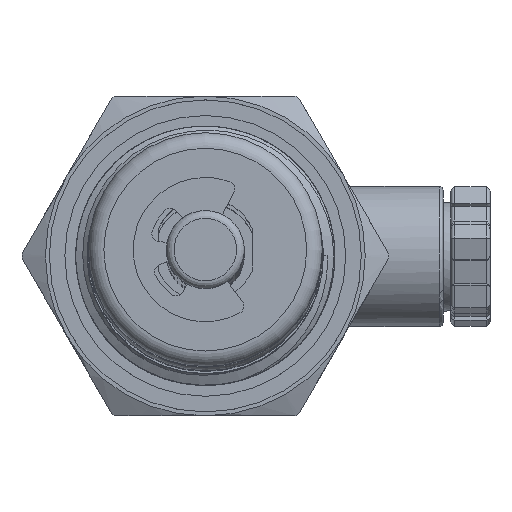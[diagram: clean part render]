
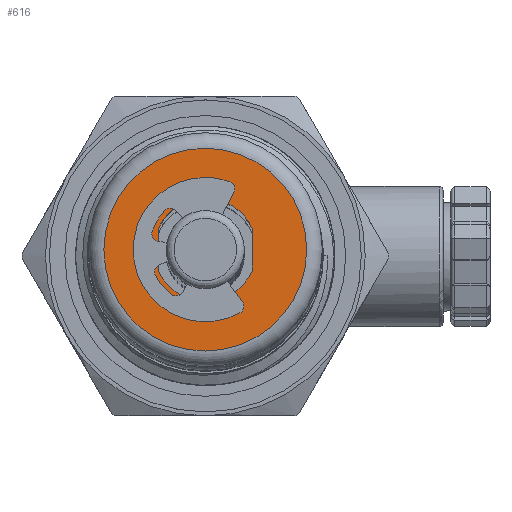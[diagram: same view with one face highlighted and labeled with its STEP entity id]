
A CAD part, top view. The second image highlights one B-rep face of the part: STEP entity #616.
In plain terms, the highlighted planar face has unit normal (0, 0, 1).
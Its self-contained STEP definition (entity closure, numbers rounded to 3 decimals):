
#281=PLANE('',#5323);
#443=FACE_BOUND('',#1390,.T.);
#444=FACE_BOUND('',#1391,.T.);
#616=ADVANCED_FACE('',(#443,#444),#281,.F.);
#1390=EDGE_LOOP('',(#2339));
#1391=EDGE_LOOP('',(#2340,#2341,#2342,#2343,#2344,#2345,#2346,#2347));
#1746=CIRCLE('',#5306,6.6);
#1754=CIRCLE('',#5318,13.);
#1755=CIRCLE('',#5320,6.6);
#1756=CIRCLE('',#5321,6.6);
#1757=CIRCLE('',#5322,6.6);
#2339=ORIENTED_EDGE('',*,*,#3938,.T.);
#2340=ORIENTED_EDGE('',*,*,#3939,.T.);
#2341=ORIENTED_EDGE('',*,*,#3940,.F.);
#2342=ORIENTED_EDGE('',*,*,#3941,.T.);
#2343=ORIENTED_EDGE('',*,*,#3942,.F.);
#2344=ORIENTED_EDGE('',*,*,#3925,.T.);
#2345=ORIENTED_EDGE('',*,*,#3943,.T.);
#2346=ORIENTED_EDGE('',*,*,#3944,.T.);
#2347=ORIENTED_EDGE('',*,*,#3945,.T.);
#3410=VERTEX_POINT('',#8702);
#3411=VERTEX_POINT('',#8704);
#3422=VERTEX_POINT('',#8732);
#3423=VERTEX_POINT('',#8735);
#3424=VERTEX_POINT('',#8736);
#3425=VERTEX_POINT('',#8738);
#3426=VERTEX_POINT('',#8740);
#3427=VERTEX_POINT('',#8743);
#3428=VERTEX_POINT('',#8745);
#3925=EDGE_CURVE('',#3411,#3410,#1746,.T.);
#3938=EDGE_CURVE('',#3422,#3422,#1754,.T.);
#3939=EDGE_CURVE('',#3423,#3424,#1755,.T.);
#3940=EDGE_CURVE('',#3425,#3424,#4470,.T.);
#3941=EDGE_CURVE('',#3425,#3426,#1756,.T.);
#3942=EDGE_CURVE('',#3411,#3426,#4471,.T.);
#3943=EDGE_CURVE('',#3410,#3427,#4472,.T.);
#3944=EDGE_CURVE('',#3427,#3428,#1757,.T.);
#3945=EDGE_CURVE('',#3428,#3423,#4473,.T.);
#4470=LINE('',#8737,#4816);
#4471=LINE('',#8741,#4817);
#4472=LINE('',#8742,#4818);
#4473=LINE('',#8746,#4819);
#4816=VECTOR('',#6257,1.);
#4817=VECTOR('',#6260,1.);
#4818=VECTOR('',#6261,1.);
#4819=VECTOR('',#6264,1.);
#5306=AXIS2_PLACEMENT_3D('',#8703,#6222,#6223);
#5318=AXIS2_PLACEMENT_3D('',#8731,#6251,#6252);
#5320=AXIS2_PLACEMENT_3D('',#8734,#6255,#6256);
#5321=AXIS2_PLACEMENT_3D('',#8739,#6258,#6259);
#5322=AXIS2_PLACEMENT_3D('',#8744,#6262,#6263);
#5323=AXIS2_PLACEMENT_3D('',#8747,#6265,#6266);
#6222=DIRECTION('',(0.,0.,-1.));
#6223=DIRECTION('',(0.417,0.909,0.));
#6251=DIRECTION('',(0.,0.,1.));
#6252=DIRECTION('',(0.,1.,0.));
#6255=DIRECTION('',(0.,0.,-1.));
#6256=DIRECTION('',(-0.417,-0.909,0.));
#6257=DIRECTION('',(0.,-1.,0.));
#6258=DIRECTION('',(0.,0.,-1.));
#6259=DIRECTION('',(-0.909,0.417,0.));
#6260=DIRECTION('',(-1.,0.,0.));
#6261=DIRECTION('',(0.,-1.,0.));
#6262=DIRECTION('',(0.,0.,-1.));
#6263=DIRECTION('',(0.909,-0.417,0.));
#6264=DIRECTION('',(-1.,0.,0.));
#6265=DIRECTION('',(0.,0.,-1.));
#6266=DIRECTION('',(0.,1.,0.));
#8702=CARTESIAN_POINT('',(11.,7.764,240.));
#8703=CARTESIAN_POINT('',(5.,5.014,240.));
#8704=CARTESIAN_POINT('',(7.75,11.014,240.));
#8731=CARTESIAN_POINT('',(5.,5.014,240.));
#8732=CARTESIAN_POINT('',(5.,18.014,240.));
#8734=CARTESIAN_POINT('',(5.,5.014,240.));
#8735=CARTESIAN_POINT('',(2.25,-0.986,240.));
#8736=CARTESIAN_POINT('',(-1.,2.265,240.));
#8737=CARTESIAN_POINT('',(-1.,7.764,240.));
#8738=CARTESIAN_POINT('',(-1.,7.764,240.));
#8739=CARTESIAN_POINT('',(5.,5.014,240.));
#8740=CARTESIAN_POINT('',(2.25,11.014,240.));
#8741=CARTESIAN_POINT('',(7.75,11.014,240.));
#8742=CARTESIAN_POINT('',(11.,7.764,240.));
#8743=CARTESIAN_POINT('',(11.,2.265,240.));
#8744=CARTESIAN_POINT('',(5.,5.014,240.));
#8745=CARTESIAN_POINT('',(7.75,-0.986,240.));
#8746=CARTESIAN_POINT('',(7.75,-0.986,240.));
#8747=CARTESIAN_POINT('',(5.,5.014,240.));
